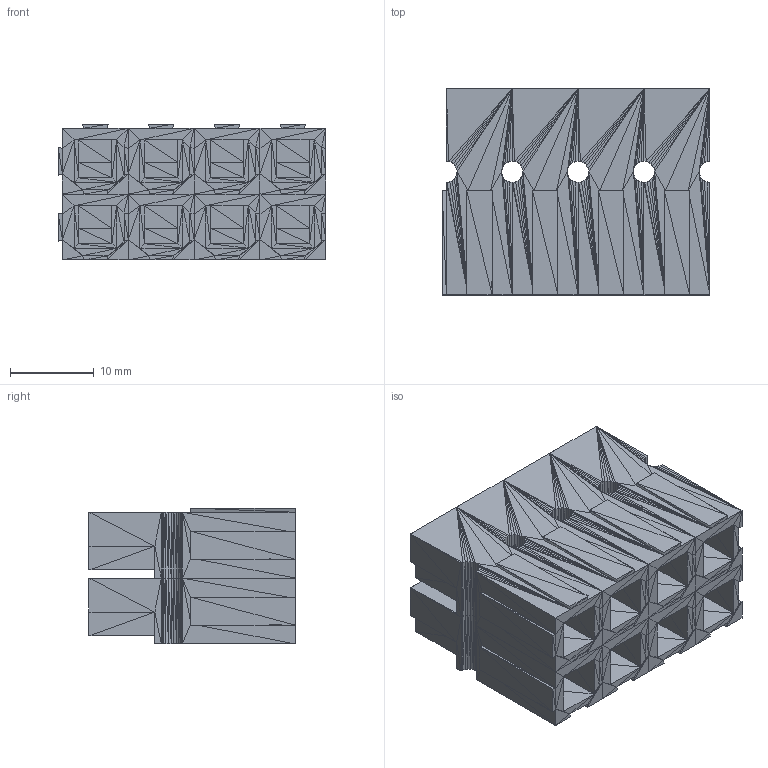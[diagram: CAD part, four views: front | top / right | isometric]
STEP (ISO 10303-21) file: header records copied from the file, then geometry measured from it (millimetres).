
FILE_DESCRIPTION(/* description */ (''),/* implementation_level */ '2;1');
FILE_NAME(/* name */ 'AndersonPP45 v2.step',/* time_stamp */ '2023-09-01T11:43:12+01:00',/* author */ (''),/* organization */ (''),/* preprocessor_version */ 'ST-DEVELOPER v20',/* originating_system */ 'Autodesk Translation Framework v12.9.0.99',/* authorisation */ '');
FILE_SCHEMA (('AUTOMOTIVE_DESIGN { 1 0 10303 214 3 1 1 }'));
Length unit declared in the file: inch
Products named in the file (1): AndersonPP45
Bounding box: 32 x 24.64 x 16.26 mm (x, y, z)
Surface area: 11499.8 mm2 (no closed solid volume)
Topology: 0 solids, 568 shells, 2112 faces, 4800 edges, 3248 vertices
Faces by surface type: plane 2112
Entity records: 55493 total; most frequent: CARTESIAN_POINT 10161, DIRECTION 9026, ORIENTED_EDGE 6352, LINE 4800, VECTOR 4800, EDGE_CURVE 4800, VERTEX_POINT 3248, AXIS2_PLACEMENT_3D 2113
